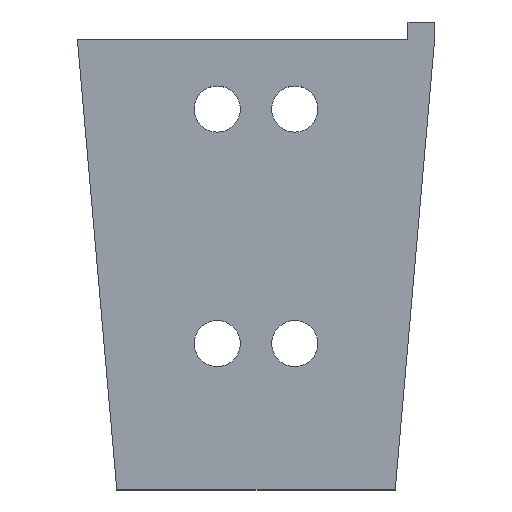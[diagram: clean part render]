
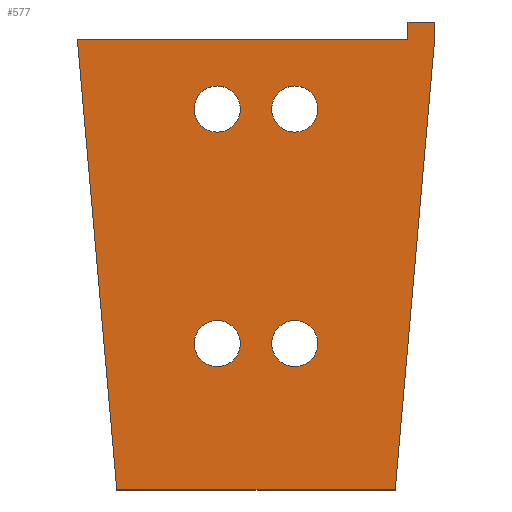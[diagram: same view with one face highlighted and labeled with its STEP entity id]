
A CAD part, top view. The second image highlights one B-rep face of the part: STEP entity #577.
In plain terms, the highlighted planar face has unit normal (0, 0, 1).
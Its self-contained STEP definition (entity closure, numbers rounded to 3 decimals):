
#54=DIRECTION('',(-1.,0.,0.));
#55=VECTOR('',#54,75.372);
#56=CARTESIAN_POINT('',(48.991,-41.697,-91.232));
#57=LINE('',#56,#55);
#182=DIRECTION('',(0.087,-0.996,0.));
#183=VECTOR('',#182,122.386);
#184=CARTESIAN_POINT('',(-37.047,80.223,-91.232));
#185=LINE('',#184,#183);
#189=DIRECTION('',(-1.,0.,0.));
#190=VECTOR('',#189,89.493);
#191=CARTESIAN_POINT('',(52.446,80.223,-91.232));
#192=LINE('',#191,#190);
#196=DIRECTION('',(-1.,0.,0.));
#197=VECTOR('',#196,7.212);
#198=CARTESIAN_POINT('',(59.658,84.986,-91.232));
#199=LINE('',#198,#197);
#203=DIRECTION('',(0.,1.,0.));
#204=VECTOR('',#203,4.758);
#205=CARTESIAN_POINT('',(59.658,80.228,-91.232));
#206=LINE('',#205,#204);
#210=DIRECTION('',(0.087,0.996,0.));
#211=VECTOR('',#210,122.39);
#212=CARTESIAN_POINT('',(48.991,-41.697,-91.232));
#213=LINE('',#212,#211);
#217=CARTESIAN_POINT('',(21.805,61.427,-91.232));
#218=DIRECTION('',(0.,0.,-1.));
#219=DIRECTION('',(-1.,0.,0.));
#220=AXIS2_PLACEMENT_3D('',#217,#218,#219);
#225=CARTESIAN_POINT('',(21.805,61.427,-91.232));
#226=DIRECTION('',(0.,0.,-1.));
#227=DIRECTION('',(1.,0.,0.));
#228=AXIS2_PLACEMENT_3D('',#225,#226,#227);
#233=CARTESIAN_POINT('',(0.805,61.427,-91.232));
#234=DIRECTION('',(0.,0.,-1.));
#235=DIRECTION('',(-1.,0.,0.));
#236=AXIS2_PLACEMENT_3D('',#233,#234,#235);
#241=CARTESIAN_POINT('',(0.805,61.427,-91.232));
#242=DIRECTION('',(0.,0.,-1.));
#243=DIRECTION('',(1.,0.,0.));
#244=AXIS2_PLACEMENT_3D('',#241,#242,#243);
#249=CARTESIAN_POINT('',(21.805,-2.073,-91.232));
#250=DIRECTION('',(0.,0.,-1.));
#251=DIRECTION('',(-1.,0.,0.));
#252=AXIS2_PLACEMENT_3D('',#249,#250,#251);
#257=CARTESIAN_POINT('',(21.805,-2.073,-91.232));
#258=DIRECTION('',(0.,0.,-1.));
#259=DIRECTION('',(1.,0.,0.));
#260=AXIS2_PLACEMENT_3D('',#257,#258,#259);
#265=CARTESIAN_POINT('',(0.805,-2.073,-91.232));
#266=DIRECTION('',(0.,0.,-1.));
#267=DIRECTION('',(-1.,0.,0.));
#268=AXIS2_PLACEMENT_3D('',#265,#266,#267);
#273=CARTESIAN_POINT('',(0.805,-2.073,-91.232));
#274=DIRECTION('',(0.,0.,-1.));
#275=DIRECTION('',(1.,0.,0.));
#276=AXIS2_PLACEMENT_3D('',#273,#274,#275);
#302=DIRECTION('',(0.,1.,0.));
#303=VECTOR('',#302,4.763);
#304=CARTESIAN_POINT('',(52.446,80.223,-91.232));
#305=LINE('',#304,#303);
#386=CARTESIAN_POINT('',(52.446,80.223,-91.232));
#387=CARTESIAN_POINT('',(52.446,84.986,-91.232));
#388=VERTEX_POINT('',#386);
#389=VERTEX_POINT('',#387);
#394=CARTESIAN_POINT('',(-37.047,80.223,-91.232));
#395=CARTESIAN_POINT('',(-26.381,-41.697,-91.232));
#396=VERTEX_POINT('',#394);
#397=VERTEX_POINT('',#395);
#402=CARTESIAN_POINT('',(59.658,80.228,-91.232));
#403=CARTESIAN_POINT('',(59.658,84.986,-91.232));
#404=VERTEX_POINT('',#402);
#405=VERTEX_POINT('',#403);
#406=CARTESIAN_POINT('',(48.991,-41.697,-91.232));
#407=VERTEX_POINT('',#406);
#414=CARTESIAN_POINT('',(15.555,61.427,-91.232));
#415=CARTESIAN_POINT('',(28.055,61.427,-91.232));
#416=VERTEX_POINT('',#414);
#417=VERTEX_POINT('',#415);
#418=CARTESIAN_POINT('',(-5.445,61.427,-91.232));
#419=CARTESIAN_POINT('',(7.055,61.427,-91.232));
#420=VERTEX_POINT('',#418);
#421=VERTEX_POINT('',#419);
#422=CARTESIAN_POINT('',(15.555,-2.073,-91.232));
#423=CARTESIAN_POINT('',(28.055,-2.073,-91.232));
#424=VERTEX_POINT('',#422);
#425=VERTEX_POINT('',#423);
#426=CARTESIAN_POINT('',(-5.445,-2.073,-91.232));
#427=CARTESIAN_POINT('',(7.055,-2.073,-91.232));
#428=VERTEX_POINT('',#426);
#429=VERTEX_POINT('',#427);
#535=CARTESIAN_POINT('',(0.,0.,-91.232));
#536=DIRECTION('',(0.,0.,1.));
#537=DIRECTION('',(1.,0.,0.));
#538=AXIS2_PLACEMENT_3D('',#535,#536,#537);
#539=PLANE('',#538);
#540=ORIENTED_EDGE('',*,*,#453,.T.);
#541=ORIENTED_EDGE('',*,*,#471,.F.);
#543=ORIENTED_EDGE('',*,*,#542,.F.);
#545=ORIENTED_EDGE('',*,*,#544,.T.);
#547=ORIENTED_EDGE('',*,*,#546,.F.);
#549=ORIENTED_EDGE('',*,*,#548,.F.);
#550=ORIENTED_EDGE('',*,*,#526,.F.);
#551=EDGE_LOOP('',(#540,#541,#543,#545,#547,#549,#550));
#552=FACE_OUTER_BOUND('',#551,.F.);
#554=ORIENTED_EDGE('',*,*,#553,.F.);
#556=ORIENTED_EDGE('',*,*,#555,.F.);
#557=EDGE_LOOP('',(#554,#556));
#558=FACE_BOUND('',#557,.F.);
#560=ORIENTED_EDGE('',*,*,#559,.F.);
#562=ORIENTED_EDGE('',*,*,#561,.F.);
#563=EDGE_LOOP('',(#560,#562));
#564=FACE_BOUND('',#563,.F.);
#566=ORIENTED_EDGE('',*,*,#565,.F.);
#568=ORIENTED_EDGE('',*,*,#567,.F.);
#569=EDGE_LOOP('',(#566,#568));
#570=FACE_BOUND('',#569,.F.);
#572=ORIENTED_EDGE('',*,*,#571,.F.);
#574=ORIENTED_EDGE('',*,*,#573,.F.);
#575=EDGE_LOOP('',(#572,#574));
#576=FACE_BOUND('',#575,.F.);
#221=CIRCLE('',#220,6.25);
#229=CIRCLE('',#228,6.25);
#237=CIRCLE('',#236,6.25);
#245=CIRCLE('',#244,6.25);
#253=CIRCLE('',#252,6.25);
#261=CIRCLE('',#260,6.25);
#269=CIRCLE('',#268,6.25);
#277=CIRCLE('',#276,6.25);
#453=EDGE_CURVE('',#407,#397,#57,.T.);
#471=EDGE_CURVE('',#396,#397,#185,.T.);
#526=EDGE_CURVE('',#407,#404,#213,.T.);
#542=EDGE_CURVE('',#388,#396,#192,.T.);
#544=EDGE_CURVE('',#388,#389,#305,.T.);
#546=EDGE_CURVE('',#405,#389,#199,.T.);
#548=EDGE_CURVE('',#404,#405,#206,.T.);
#553=EDGE_CURVE('',#416,#417,#221,.T.);
#555=EDGE_CURVE('',#417,#416,#229,.T.);
#559=EDGE_CURVE('',#420,#421,#237,.T.);
#561=EDGE_CURVE('',#421,#420,#245,.T.);
#565=EDGE_CURVE('',#424,#425,#253,.T.);
#567=EDGE_CURVE('',#425,#424,#261,.T.);
#571=EDGE_CURVE('',#428,#429,#269,.T.);
#573=EDGE_CURVE('',#429,#428,#277,.T.);
#577=ADVANCED_FACE('',(#552,#558,#564,#570,#576),#539,.T.);
